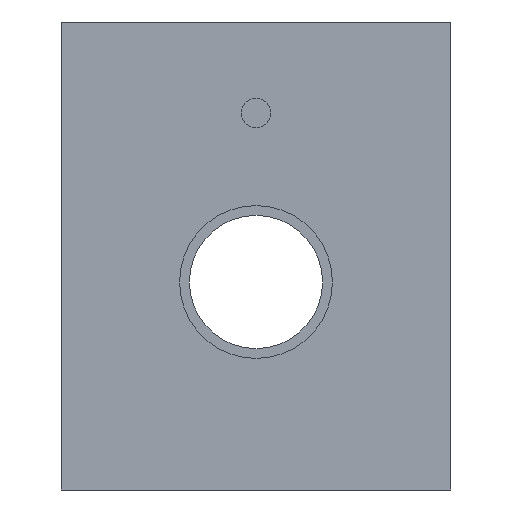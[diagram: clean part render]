
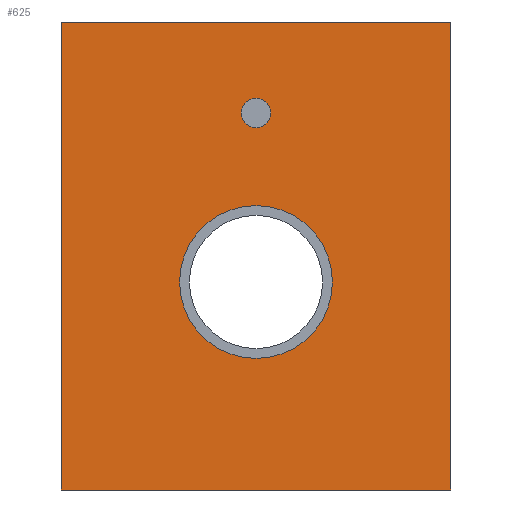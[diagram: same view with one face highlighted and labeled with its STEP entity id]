
A CAD part, left-side view. The second image highlights one B-rep face of the part: STEP entity #625.
In plain terms, the highlighted planar face has unit normal (-1, 0, 0).
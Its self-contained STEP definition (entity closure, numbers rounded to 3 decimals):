
#45=FACE_BOUND('',#159,.T.);
#46=FACE_BOUND('',#160,.T.);
#67=CIRCLE('',#678,1.125);
#70=CIRCLE('',#694,5.875);
#106=FACE_OUTER_BOUND('',#158,.T.);
#158=EDGE_LOOP('',(#550,#551,#552,#553));
#159=EDGE_LOOP('',(#554));
#160=EDGE_LOOP('',(#555));
#185=LINE('',#930,#240);
#200=LINE('',#969,#255);
#209=LINE('',#1021,#264);
#217=LINE('',#1047,#272);
#240=VECTOR('',#738,10.);
#255=VECTOR('',#773,10.);
#264=VECTOR('',#838,10.);
#272=VECTOR('',#874,10.);
#292=VERTEX_POINT('',#927);
#293=VERTEX_POINT('',#929);
#306=VERTEX_POINT('',#966);
#307=VERTEX_POINT('',#968);
#321=VERTEX_POINT('',#1005);
#324=VERTEX_POINT('',#1036);
#350=EDGE_CURVE('',#293,#292,#185,.T.);
#370=EDGE_CURVE('',#307,#306,#200,.T.);
#386=EDGE_CURVE('',#321,#321,#67,.T.);
#394=EDGE_CURVE('',#306,#293,#209,.T.);
#401=EDGE_CURVE('',#324,#324,#70,.T.);
#406=EDGE_CURVE('',#292,#307,#217,.T.);
#550=ORIENTED_EDGE('',*,*,#394,.T.);
#551=ORIENTED_EDGE('',*,*,#350,.T.);
#552=ORIENTED_EDGE('',*,*,#406,.T.);
#553=ORIENTED_EDGE('',*,*,#370,.T.);
#554=ORIENTED_EDGE('',*,*,#386,.T.);
#555=ORIENTED_EDGE('',*,*,#401,.T.);
#591=PLANE('',#699);
#625=ADVANCED_FACE('',(#106,#45,#46),#591,.T.);
#678=AXIS2_PLACEMENT_3D('',#1006,#816,#817);
#694=AXIS2_PLACEMENT_3D('',#1037,#860,#861);
#699=AXIS2_PLACEMENT_3D('',#1046,#872,#873);
#738=DIRECTION('',(0.,0.,1.));
#773=DIRECTION('',(0.,0.,-1.));
#816=DIRECTION('center_axis',(1.,0.,0.));
#817=DIRECTION('ref_axis',(0.,-1.,0.));
#838=DIRECTION('',(0.,-1.,0.));
#860=DIRECTION('center_axis',(1.,0.,0.));
#861=DIRECTION('ref_axis',(0.,-1.,0.));
#872=DIRECTION('center_axis',(-1.,0.,0.));
#873=DIRECTION('ref_axis',(0.,0.,1.));
#874=DIRECTION('',(0.,1.,0.));
#927=CARTESIAN_POINT('',(-17.,-15.,93.));
#929=CARTESIAN_POINT('',(-17.,-15.,57.));
#930=CARTESIAN_POINT('',(-17.,-15.,89.));
#966=CARTESIAN_POINT('',(-17.,15.,57.));
#968=CARTESIAN_POINT('',(-17.,15.,93.));
#969=CARTESIAN_POINT('',(-17.,15.,89.));
#1005=CARTESIAN_POINT('',(-17.,1.125,86.));
#1006=CARTESIAN_POINT('Origin',(-17.,0.,86.));
#1021=CARTESIAN_POINT('',(-17.,0.,57.));
#1036=CARTESIAN_POINT('',(-17.,5.875,73.));
#1037=CARTESIAN_POINT('Origin',(-17.,0.,73.));
#1046=CARTESIAN_POINT('Origin',(-17.,0.,91.));
#1047=CARTESIAN_POINT('',(-17.,15.,93.));
